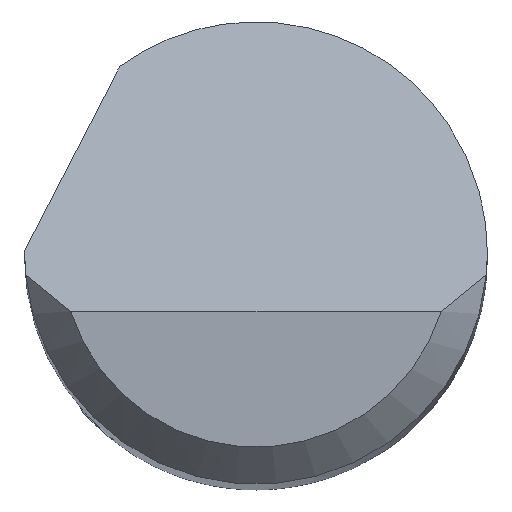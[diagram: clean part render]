
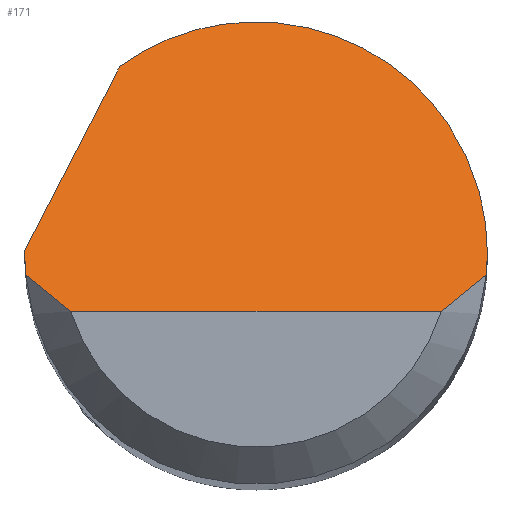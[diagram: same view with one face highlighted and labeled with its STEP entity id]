
A CAD part, top view. The second image highlights one B-rep face of the part: STEP entity #171.
In plain terms, the highlighted planar face has unit normal (0, 0.707, 0.707).
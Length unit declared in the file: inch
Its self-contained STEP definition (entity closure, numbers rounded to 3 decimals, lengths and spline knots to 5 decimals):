
#48 = CARTESIAN_POINT ( 'NONE',  ( 0.09375, 0.08754, 1.38871 ) ) ;
#66 = CARTESIAN_POINT ( 'NONE',  ( -0.09334, -0.00875, 1.485 ) ) ;
#68 = CARTESIAN_POINT ( 'NONE',  ( -0.09375, 0.00067, 1.47558 ) ) ;
#116 =( BOUNDED_CURVE ( )  B_SPLINE_CURVE ( 3, ( #66, #882, #354, #811 ),
 .UNSPECIFIED., .F., .T. ) 
 B_SPLINE_CURVE_WITH_KNOTS ( ( 4, 4 ),
 ( 4.61892, 4.71239 ),
 .UNSPECIFIED. ) 
 CURVE ( )  GEOMETRIC_REPRESENTATION_ITEM ( )  RATIONAL_B_SPLINE_CURVE ( ( 1., 0.999, 0.999, 1. ) ) 
 REPRESENTATION_ITEM ( '' )  );
#119 = B_SPLINE_CURVE_WITH_KNOTS ( 'NONE', 3,
 ( #635, #200, #844, #194 ),
 .UNSPECIFIED., .F., .F.,
 ( 4, 4 ),
 ( 0., 0.00071 ),
 .UNSPECIFIED. ) ;
#138 = EDGE_CURVE ( 'NONE', #178, #252, #116, .T. ) ;
#140 = CARTESIAN_POINT ( 'NONE',  ( -0.09374, 0.001, 1.47525 ) ) ;
#149 = CARTESIAN_POINT ( 'NONE',  ( 0.09361, -0.00584, 1.48209 ) ) ;
#154 = VERTEX_POINT ( 'NONE', #641 ) ;
#156 = CARTESIAN_POINT ( 'NONE',  ( 0.09334, -0.00875, 1.485 ) ) ;
#171 = ADVANCED_FACE ( 'NONE', ( #363 ), #214, .F. ) ;
#178 = VERTEX_POINT ( 'NONE', #815 ) ;
#194 = CARTESIAN_POINT ( 'NONE',  ( 0.09334, -0.00875, 1.485 ) ) ;
#200 = CARTESIAN_POINT ( 'NONE',  ( 0.08157, -0.019, 1.49525 ) ) ;
#214 = PLANE ( 'NONE',  #398 ) ;
#222 = CARTESIAN_POINT ( 'NONE',  ( -0.07508, -0.02375, 1.5 ) ) ;
#224 = VERTEX_POINT ( 'NONE', #360 ) ;
#227 = VECTOR ( 'NONE', #344, 39.37008 ) ;
#252 = VERTEX_POINT ( 'NONE', #890 ) ;
#254 = CARTESIAN_POINT ( 'NONE',  ( 0.09375, 0., 1.47625 ) ) ;
#276 = DIRECTION ( 'NONE',  ( 0., -0.707, -0.707 ) ) ;
#319 = VECTOR ( 'NONE', #659, 39.37008 ) ;
#328 =( BOUNDED_CURVE ( )  B_SPLINE_CURVE ( 3, ( #362, #654, #68, #140 ),
 .UNSPECIFIED., .F., .T. ) 
 B_SPLINE_CURVE_WITH_KNOTS ( ( 4, 4 ),
 ( 4.71239, 4.72306 ),
 .UNSPECIFIED. ) 
 CURVE ( )  GEOMETRIC_REPRESENTATION_ITEM ( )  RATIONAL_B_SPLINE_CURVE ( ( 1., 1., 1., 1. ) ) 
 REPRESENTATION_ITEM ( '' )  );
#344 = DIRECTION ( 'NONE',  ( 0.343, 0.664, -0.664 ) ) ;
#354 = CARTESIAN_POINT ( 'NONE',  ( -0.09375, -0.00292, 1.47917 ) ) ;
#360 = CARTESIAN_POINT ( 'NONE',  ( 0.07508, -0.02375, 1.5 ) ) ;
#362 = CARTESIAN_POINT ( 'NONE',  ( -0.09375, 0., 1.47625 ) ) ;
#363 = FACE_OUTER_BOUND ( 'NONE', #514, .T. ) ;
#364 = ORIENTED_EDGE ( 'NONE', *, *, #784, .T. ) ;
#397 = CARTESIAN_POINT ( 'NONE',  ( -0.09334, -0.00875, 1.485 ) ) ;
#398 = AXIS2_PLACEMENT_3D ( 'NONE', #425, #276, #795 ) ;
#412 = EDGE_CURVE ( 'NONE', #950, #910, #895, .T. ) ;
#416 = ORIENTED_EDGE ( 'NONE', *, *, #138, .F. ) ;
#425 = CARTESIAN_POINT ( 'NONE',  ( -0.09375, -0.02375, 1.5 ) ) ;
#447 = LINE ( 'NONE', #741, #319 ) ;
#454 = EDGE_CURVE ( 'NONE', #838, #950, #868, .T. ) ;
#466 = EDGE_CURVE ( 'NONE', #252, #838, #328, .T. ) ;
#467 = CARTESIAN_POINT ( 'NONE',  ( -0.05508, 0.07587, 1.40038 ) ) ;
#473 = CARTESIAN_POINT ( 'NONE',  ( -0.08157, -0.019, 1.49525 ) ) ;
#489 = VERTEX_POINT ( 'NONE', #222 ) ;
#514 = EDGE_LOOP ( 'NONE', ( #364, #541, #645, #703, #802, #601, #416, #672 ) ) ;
#541 = ORIENTED_EDGE ( 'NONE', *, *, #658, .T. ) ;
#561 = CARTESIAN_POINT ( 'NONE',  ( -0.10502, -0.02084, 1.49709 ) ) ;
#586 =( BOUNDED_CURVE ( )  B_SPLINE_CURVE ( 3, ( #951, #803, #149, #156 ),
 .UNSPECIFIED., .F., .T. ) 
 B_SPLINE_CURVE_WITH_KNOTS ( ( 4, 4 ),
 ( 1.5708, 1.66427 ),
 .UNSPECIFIED. ) 
 CURVE ( )  GEOMETRIC_REPRESENTATION_ITEM ( )  RATIONAL_B_SPLINE_CURVE ( ( 1., 0.999, 0.999, 1. ) ) 
 REPRESENTATION_ITEM ( '' )  );
#590 = EDGE_CURVE ( 'NONE', #910, #154, #586, .T. ) ;
#601 = ORIENTED_EDGE ( 'NONE', *, *, #466, .F. ) ;
#607 = B_SPLINE_CURVE_WITH_KNOTS ( 'NONE', 3,
 ( #397, #671, #473, #765 ),
 .UNSPECIFIED., .F., .F.,
 ( 4, 4 ),
 ( 0., 0.00071 ),
 .UNSPECIFIED. ) ;
#635 = CARTESIAN_POINT ( 'NONE',  ( 0.07508, -0.02375, 1.5 ) ) ;
#641 = CARTESIAN_POINT ( 'NONE',  ( 0.09334, -0.00875, 1.485 ) ) ;
#645 = ORIENTED_EDGE ( 'NONE', *, *, #590, .F. ) ;
#654 = CARTESIAN_POINT ( 'NONE',  ( -0.09375, 0.00033, 1.47592 ) ) ;
#658 = EDGE_CURVE ( 'NONE', #224, #154, #119, .T. ) ;
#659 = DIRECTION ( 'NONE',  ( 1., 0., 0. ) ) ;
#671 = CARTESIAN_POINT ( 'NONE',  ( -0.08761, -0.01397, 1.49022 ) ) ;
#672 = ORIENTED_EDGE ( 'NONE', *, *, #936, .T. ) ;
#694 = CARTESIAN_POINT ( 'NONE',  ( -0.05508, 0.07587, 1.40038 ) ) ;
#703 = ORIENTED_EDGE ( 'NONE', *, *, #412, .F. ) ;
#741 = CARTESIAN_POINT ( 'NONE',  ( 0., -0.02375, 1.5 ) ) ;
#759 = CARTESIAN_POINT ( 'NONE',  ( -0.09374, 0.001, 1.47525 ) ) ;
#765 = CARTESIAN_POINT ( 'NONE',  ( -0.07508, -0.02375, 1.5 ) ) ;
#784 = EDGE_CURVE ( 'NONE', #489, #224, #447, .T. ) ;
#795 = DIRECTION ( 'NONE',  ( 0., 0.707, -0.707 ) ) ;
#802 = ORIENTED_EDGE ( 'NONE', *, *, #454, .F. ) ;
#803 = CARTESIAN_POINT ( 'NONE',  ( 0.09375, -0.00292, 1.47917 ) ) ;
#811 = CARTESIAN_POINT ( 'NONE',  ( -0.09375, 0., 1.47625 ) ) ;
#815 = CARTESIAN_POINT ( 'NONE',  ( -0.09334, -0.00875, 1.485 ) ) ;
#836 = CARTESIAN_POINT ( 'NONE',  ( 0.09375, 0., 1.47625 ) ) ;
#838 = VERTEX_POINT ( 'NONE', #759 ) ;
#844 = CARTESIAN_POINT ( 'NONE',  ( 0.08761, -0.01397, 1.49022 ) ) ;
#847 = CARTESIAN_POINT ( 'NONE',  ( 0.01576, 0.12729, 1.34896 ) ) ;
#868 = LINE ( 'NONE', #561, #227 ) ;
#882 = CARTESIAN_POINT ( 'NONE',  ( -0.09361, -0.00584, 1.48209 ) ) ;
#890 = CARTESIAN_POINT ( 'NONE',  ( -0.09375, 0., 1.47625 ) ) ;
#895 =( BOUNDED_CURVE ( )  B_SPLINE_CURVE ( 3, ( #694, #847, #48, #254 ),
 .UNSPECIFIED., .F., .T. ) 
 B_SPLINE_CURVE_WITH_KNOTS ( ( 4, 4 ),
 ( 5.65523, 7.85398 ),
 .UNSPECIFIED. ) 
 CURVE ( )  GEOMETRIC_REPRESENTATION_ITEM ( )  RATIONAL_B_SPLINE_CURVE ( ( 1., 0.636, 0.636, 1. ) ) 
 REPRESENTATION_ITEM ( '' )  );
#910 = VERTEX_POINT ( 'NONE', #836 ) ;
#936 = EDGE_CURVE ( 'NONE', #178, #489, #607, .T. ) ;
#950 = VERTEX_POINT ( 'NONE', #467 ) ;
#951 = CARTESIAN_POINT ( 'NONE',  ( 0.09375, 0., 1.47625 ) ) ;
